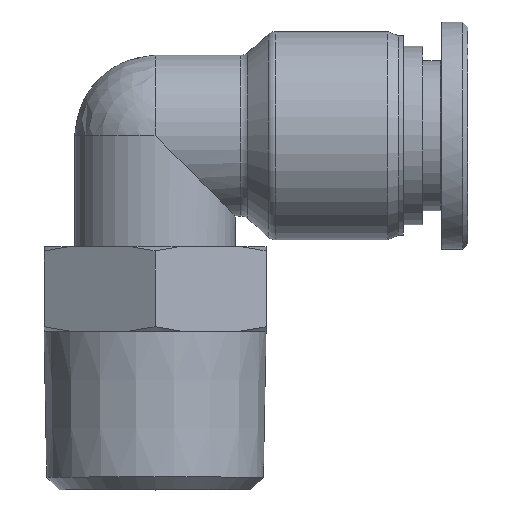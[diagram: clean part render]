
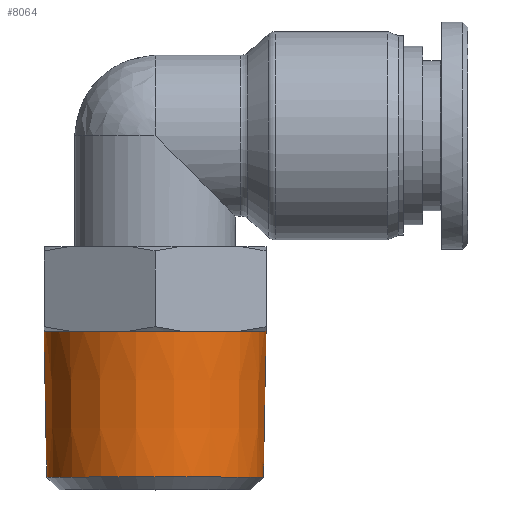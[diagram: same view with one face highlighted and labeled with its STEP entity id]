
A CAD part, top view. The second image highlights one B-rep face of the part: STEP entity #8064.
In plain terms, the highlighted conical face has half-angle 1.06 degrees and reference radius 10.361 mm.
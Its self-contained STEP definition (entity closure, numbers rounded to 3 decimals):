
#6180=CARTESIAN_POINT('',(10.5,-8.,0.));
#6181=VERTEX_POINT('',#6180);
#7822=CARTESIAN_POINT('',(-10.5,-8.,0.0));
#7823=VERTEX_POINT('',#7822);
#7972=CARTESIAN_POINT('',(-10.245,-21.8,0.));
#7973=VERTEX_POINT('',#7972);
#7974=CARTESIAN_POINT('',(0.0,-21.8,0.));
#7975=DIRECTION('',(0.0,-1.0,0.0));
#7976=DIRECTION('',(1.0,0.0,0.0));
#7977=AXIS2_PLACEMENT_3D('',#7974,#7975,#7976);
#7978=CIRCLE('',#7977,10.245);
#7979=EDGE_CURVE('',#7973,#7973,#7978,.T.);
#8004=CARTESIAN_POINT('',(0.0,-15.5,0.0));
#8005=DIRECTION('',(0.0,1.0,0.0));
#8006=DIRECTION('',(-1.0,0.0,0.0));
#8007=AXIS2_PLACEMENT_3D('',#8004,#8005,#8006);
#8008=CONICAL_SURFACE('',#8007,10.361,1.06);
#8009=CARTESIAN_POINT('',(-5.25,-8.0,9.093));
#8010=VERTEX_POINT('',#8009);
#8011=CARTESIAN_POINT('',(0.0,-8.,0.0));
#8012=DIRECTION('',(0.0,1.0,0.0));
#8013=DIRECTION('',(-1.0,0.0,0.0));
#8014=AXIS2_PLACEMENT_3D('',#8011,#8012,#8013);
#8015=CIRCLE('',#8014,10.5);
#8016=EDGE_CURVE('',#7823,#8010,#8015,.T.);
#8017=ORIENTED_EDGE('',*,*,#8016,.F.);
#8018=CARTESIAN_POINT('',(-5.25,-8.,-9.093));
#8019=VERTEX_POINT('',#8018);
#8020=CARTESIAN_POINT('',(0.0,-8.,0.0));
#8021=DIRECTION('',(0.0,1.0,0.0));
#8022=DIRECTION('',(-1.0,0.0,0.0));
#8023=AXIS2_PLACEMENT_3D('',#8020,#8021,#8022);
#8024=CIRCLE('',#8023,10.5);
#8025=EDGE_CURVE('',#8019,#7823,#8024,.T.);
#8026=ORIENTED_EDGE('',*,*,#8025,.F.);
#8027=CARTESIAN_POINT('',(5.25,-8.0,-9.093));
#8028=VERTEX_POINT('',#8027);
#8029=CARTESIAN_POINT('',(0.0,-8.,0.0));
#8030=DIRECTION('',(0.0,1.0,0.0));
#8031=DIRECTION('',(-1.0,0.0,0.0));
#8032=AXIS2_PLACEMENT_3D('',#8029,#8030,#8031);
#8033=CIRCLE('',#8032,10.5);
#8034=EDGE_CURVE('',#8028,#8019,#8033,.T.);
#8035=ORIENTED_EDGE('',*,*,#8034,.F.);
#8036=CARTESIAN_POINT('',(0.0,-8.,0.0));
#8037=DIRECTION('',(0.0,1.0,0.0));
#8038=DIRECTION('',(-1.0,0.0,0.0));
#8039=AXIS2_PLACEMENT_3D('',#8036,#8037,#8038);
#8040=CIRCLE('',#8039,10.5);
#8041=EDGE_CURVE('',#6181,#8028,#8040,.T.);
#8042=ORIENTED_EDGE('',*,*,#8041,.F.);
#8043=CARTESIAN_POINT('',(5.25,-8.,9.093));
#8044=VERTEX_POINT('',#8043);
#8045=CARTESIAN_POINT('',(0.0,-8.,0.0));
#8046=DIRECTION('',(0.0,1.0,0.0));
#8047=DIRECTION('',(-1.0,0.0,0.0));
#8048=AXIS2_PLACEMENT_3D('',#8045,#8046,#8047);
#8049=CIRCLE('',#8048,10.5);
#8050=EDGE_CURVE('',#8044,#6181,#8049,.T.);
#8051=ORIENTED_EDGE('',*,*,#8050,.F.);
#8052=CARTESIAN_POINT('',(0.0,-8.,0.0));
#8053=DIRECTION('',(0.0,1.0,0.0));
#8054=DIRECTION('',(-1.0,0.0,0.0));
#8055=AXIS2_PLACEMENT_3D('',#8052,#8053,#8054);
#8056=CIRCLE('',#8055,10.5);
#8057=EDGE_CURVE('',#8010,#8044,#8056,.T.);
#8058=ORIENTED_EDGE('',*,*,#8057,.F.);
#8059=EDGE_LOOP('',(#8017,#8026,#8035,#8042,#8051,#8058));
#8060=FACE_OUTER_BOUND('',#8059,.T.);
#8061=ORIENTED_EDGE('',*,*,#7979,.F.);
#8062=EDGE_LOOP('',(#8061));
#8063=FACE_BOUND('',#8062,.T.);
#8064=ADVANCED_FACE('',(#8060,#8063),#8008,.T.);
